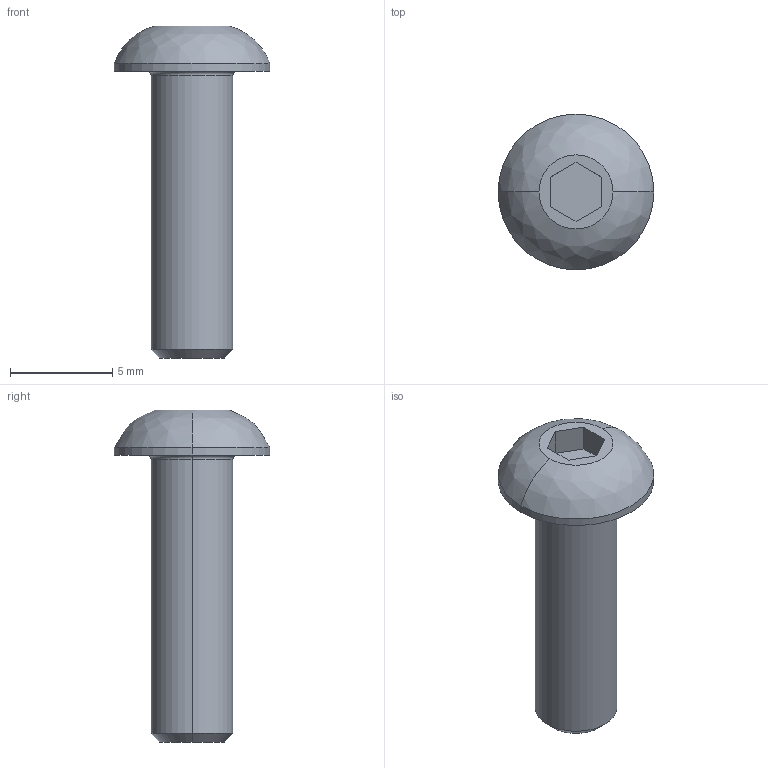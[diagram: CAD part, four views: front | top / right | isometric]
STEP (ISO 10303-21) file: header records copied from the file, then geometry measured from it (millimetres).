
FILE_DESCRIPTION(('FreeCAD Model'),'2;1');
FILE_NAME('Open CASCADE Shape Model','2024-11-25T15:47:41',('Author'),( ''),'Open CASCADE STEP processor 7.6','FreeCAD','Unknown');
FILE_SCHEMA(('AUTOMOTIVE_DESIGN { 1 0 10303 214 1 1 1 1 }'));
Length unit declared in the file: millimetre
Products named in the file (2): half_round_screw; half_round_screw001
Assembly tree (1 placements, depth 2):
  half_round_screw
    half_round_screw001
Bounding box: 7.6 x 7.6 x 16.2 mm (x, y, z)
Volume: 243 mm3; surface area: 299.5 mm2
Topology: 1 solids, 1 shells, 20 faces, 42 edges, 26 vertices
Faces by surface type: plane 10, cylinder 4, torus 2, revolution 2, cone 2
Entity records: 590 total; most frequent: CARTESIAN_POINT 104, DIRECTION 102, ORIENTED_EDGE 84, EDGE_CURVE 42, AXIS2_PLACEMENT_3D 38, VERTEX_POINT 26, LINE 24, VECTOR 24
